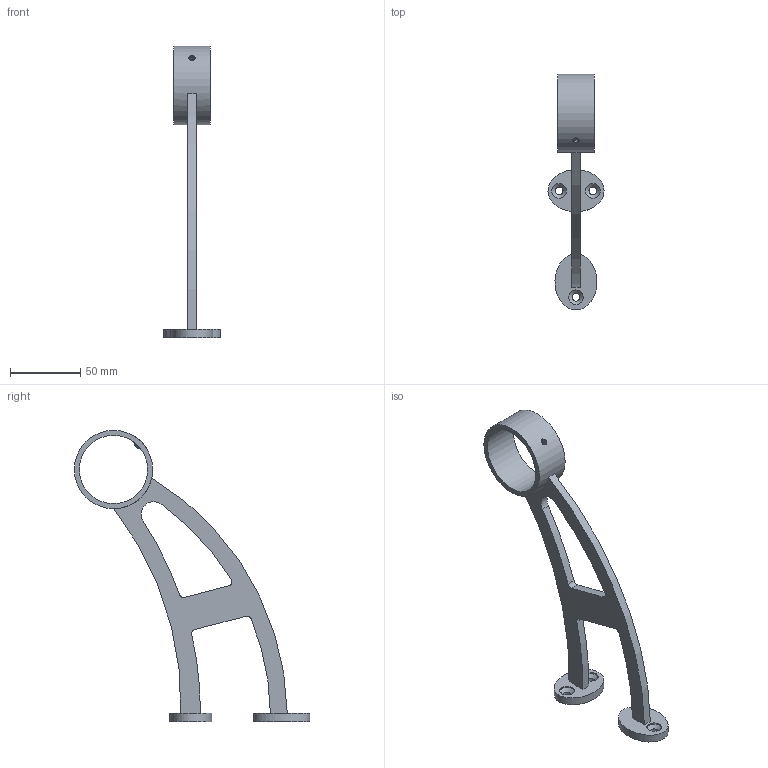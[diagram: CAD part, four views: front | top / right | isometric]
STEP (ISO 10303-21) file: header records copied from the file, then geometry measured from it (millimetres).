
FILE_DESCRIPTION (( 'STEP AP203' ), '1' );
FILE_NAME ('70021-240.STEP', '2024-01-10T06:41:06', ( '' ), ( '' ), 'SwSTEP 2.0', 'SolidWorks 2018', '' );
FILE_SCHEMA (( 'CONFIG_CONTROL_DESIGN' ));
Length unit declared in the file: millimetre
Products named in the file (3): 70021-240; 70021-240 Teil1_70021-240 Teil1; DIN913_DIN 913 M5x5
Assembly tree (2 placements, depth 2):
  70021-240
    70021-240 Teil1_70021-240 Teil1
    DIN913_DIN 913 M5x5
Bounding box: 39.99 x 167.99 x 208 mm (x, y, z)
Volume: 58631.7 mm3; surface area: 30178.9 mm2
Topology: 2 solids, 2 shells, 262 faces, 677 edges, 446 vertices
Faces by surface type: plane 144, bspline 89, cylinder 22, cone 7
Full cylindrical faces by diameter (mm): 4.2 x1, 5 x1, 5.5 x3, 6.8 x1, 10.5 x3, 48.7 x1, 56 x1
Entity records: 13393 total; most frequent: CARTESIAN_POINT 7346, ORIENTED_EDGE 1306, DIRECTION 882, EDGE_CURVE 653, VERTEX_POINT 443, VECTOR 420, LINE 420, EDGE_LOOP 322
